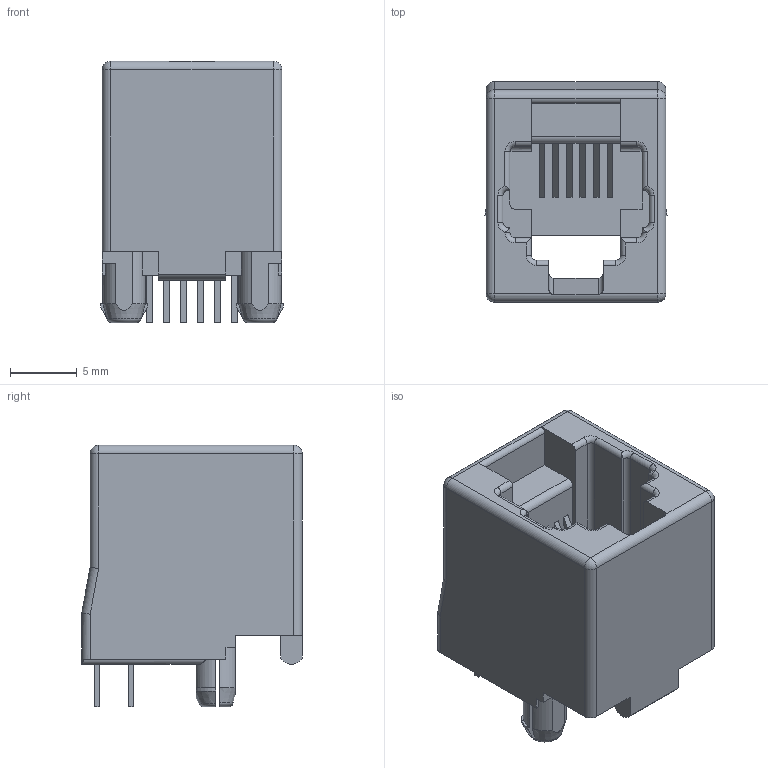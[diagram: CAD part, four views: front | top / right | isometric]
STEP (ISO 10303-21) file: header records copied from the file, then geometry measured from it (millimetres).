
FILE_DESCRIPTION((''),'2;1');
FILE_NAME('C-5520425-3','2017-02-16T',('workeradm'),('Tyco Electronics Ltd.'),'CREO PARAMETRIC BY PTC INC, 2016050','CREO PARAMETRIC BY PTC INC, 2016050','');
FILE_SCHEMA(('AUTOMOTIVE_DESIGN { 1 0 10303 214 1 1 1 1 }'));
Length unit declared in the file: millimetre
Products named in the file (1): C-5520425-3
Bounding box: 13.63 x 16.51 x 19.56 mm (x, y, z)
Volume: 2076.2 mm3; surface area: 2123.7 mm2
Topology: 1 solids, 1 shells, 211 faces, 567 edges, 362 vertices
Faces by surface type: plane 127, cylinder 62, torus 14, sphere 4, cone 4
Entity records: 7134 total; most frequent: CARTESIAN_POINT 1761, ORIENTED_EDGE 1134, DIRECTION 1073, EDGE_CURVE 567, VECTOR 407, LINE 407, VERTEX_POINT 362, AXIS2_PLACEMENT_3D 333
